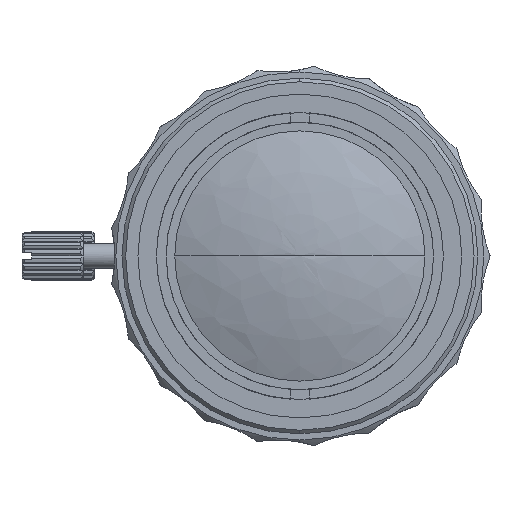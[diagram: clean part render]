
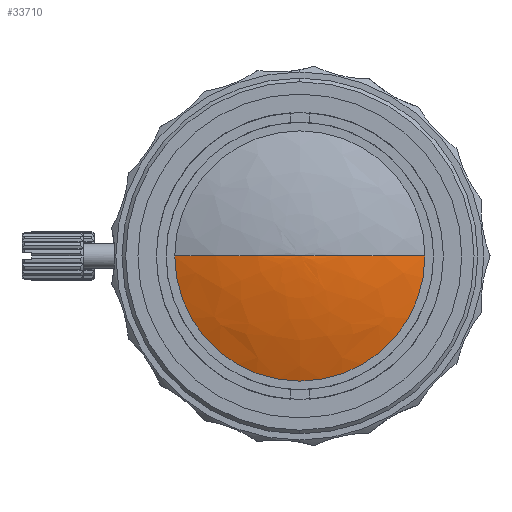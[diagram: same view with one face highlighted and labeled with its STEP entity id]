
A CAD part, left-side view. The second image highlights one B-rep face of the part: STEP entity #33710.
In plain terms, the highlighted free-form (B-spline) face has degree [3, 3] with [4, 4] control points.
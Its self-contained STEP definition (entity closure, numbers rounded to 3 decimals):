
#4381 = CARTESIAN_POINT ( 'NONE',  ( -6.868, 6.923, -13.847 ) ) ;
#4505 = CARTESIAN_POINT ( 'NONE',  ( -5.67, 0., 0. ) ) ;
#5968 = DIRECTION ( 'NONE',  ( 0., -1., 0. ) ) ;
#8772 = EDGE_CURVE ( 'NONE', #36779, #32970, #62555, .T. ) ;
#9395 = CARTESIAN_POINT ( 'NONE',  ( -6.868, -6.923, 0. ) ) ;
#10152 = CARTESIAN_POINT ( 'NONE',  ( -7.476, -3.488, -6.976 ) ) ;
#10532 = CARTESIAN_POINT ( 'NONE',  ( -5.67, 10.2, 0. ) ) ;
#13301 = ORIENTED_EDGE ( 'NONE', *, *, #52542, .F. ) ;
#15554 = CARTESIAN_POINT ( 'NONE',  ( -5.67, -10.2, 0. ) ) ;
#17596 = ORIENTED_EDGE ( 'NONE', *, *, #8772, .T. ) ;
#18428 = EDGE_CURVE ( 'NONE', #36779, #26727, #46944, .T. ) ;
#21953 = AXIS2_PLACEMENT_3D ( 'NONE', #70557, #25220, #5968 ) ;
#22238 = DIRECTION ( 'NONE',  ( 0., -1., 0. ) ) ;
#22486 = CARTESIAN_POINT ( 'NONE',  ( -6.868, 6.923, 0. ) ) ;
#22766 = CARTESIAN_POINT ( 'NONE',  ( -7.476, 0., 0. ) ) ;
#22861 = CARTESIAN_POINT ( 'NONE',  ( -7.476, 3.488, -6.976 ) ) ;
#25220 = DIRECTION ( 'NONE',  ( 1., 0., 0. ) ) ;
#26430 = ORIENTED_EDGE ( 'NONE', *, *, #49765, .F. ) ;
#26727 = VERTEX_POINT ( 'NONE', #30437 ) ;
#27014 = CARTESIAN_POINT ( 'NONE',  ( -5.67, 10.2, 0. ) ) ;
#29111 = AXIS2_PLACEMENT_3D ( 'NONE', #4505, #74872, #22238 ) ;
#30437 = CARTESIAN_POINT ( 'NONE',  ( -5.67, -10.2, 0. ) ) ;
#32970 = VERTEX_POINT ( 'NONE', #44163 ) ;
#33710 = ADVANCED_FACE ( 'NONE', ( #73980 ), #62227, .F. ) ;
#34001 = CARTESIAN_POINT ( 'NONE',  ( -6.868, -6.923, -13.847 ) ) ;
#34462 = CARTESIAN_POINT ( 'NONE',  ( -7.476, 0., 0. ) ) ;
#36779 = VERTEX_POINT ( 'NONE', #34462 ) ;
#38614 = CARTESIAN_POINT ( 'NONE',  ( -5.67, 10.2, -20.4 ) ) ;
#39575 = ORIENTED_EDGE ( 'NONE', *, *, #18428, .F. ) ;
#39752 = CARTESIAN_POINT ( 'NONE',  ( -5.67, -10.2, -20.4 ) ) ;
#44163 = CARTESIAN_POINT ( 'NONE',  ( -5.67, 10.2, 0. ) ) ;
#46158 = CARTESIAN_POINT ( 'NONE',  ( -6.868, 6.923, 0. ) ) ;
#46944 =( BOUNDED_CURVE ( )  B_SPLINE_CURVE ( 3, ( #50696, #56090, #74151, #73394 ),
 .UNSPECIFIED., .F., .T. ) 
 B_SPLINE_CURVE_WITH_KNOTS ( ( 4, 4 ),
 ( 0., 0.98 ),
 .UNSPECIFIED. ) 
 CURVE ( )  GEOMETRIC_REPRESENTATION_ITEM ( )  RATIONAL_B_SPLINE_CURVE ( ( 1., 0.99, 0.989, 0.999 ) ) 
 REPRESENTATION_ITEM ( '' )  );
#49765 = EDGE_CURVE ( 'NONE', #26727, #54181, #52453, .T. ) ;
#50696 = CARTESIAN_POINT ( 'NONE',  ( -7.476, 0., 0. ) ) ;
#50905 = CARTESIAN_POINT ( 'NONE',  ( -7.476, 0., 0. ) ) ;
#51290 = CARTESIAN_POINT ( 'NONE',  ( -7.476, 3.488, 0. ) ) ;
#52029 = CARTESIAN_POINT ( 'NONE',  ( -7.476, 0., 0. ) ) ;
#52453 = CIRCLE ( 'NONE', #29111, 10.2 ) ;
#52542 = EDGE_CURVE ( 'NONE', #54181, #32970, #69806, .T. ) ;
#54181 = VERTEX_POINT ( 'NONE', #71345 ) ;
#54338 = EDGE_LOOP ( 'NONE', ( #39575, #17596, #13301, #26430 ) ) ;
#56090 = CARTESIAN_POINT ( 'NONE',  ( -7.476, -3.488, 0. ) ) ;
#57068 = CARTESIAN_POINT ( 'NONE',  ( -7.476, -3.488, 0. ) ) ;
#62227 =( BOUNDED_SURFACE ( )  B_SPLINE_SURFACE ( 3, 3, ( 
 ( #68973, #52029, #50905, #74367 ),
 ( #57068, #10152, #22861, #51290 ),
 ( #9395, #34001, #4381, #22486 ),
 ( #15554, #39752, #38614, #10532 ) ),
 .UNSPECIFIED., .F., .F., .T. ) 
 B_SPLINE_SURFACE_WITH_KNOTS ( ( 4, 4 ),
 ( 4, 4 ),
 ( 0., 0.98 ),
 ( 0., 1. ),
 .UNSPECIFIED. ) 
 GEOMETRIC_REPRESENTATION_ITEM ( )  RATIONAL_B_SPLINE_SURFACE ( (
 ( 1., 0.333, 0.333, 1.),
 ( 0.99, 0.33, 0.33, 0.99),
 ( 0.989, 0.33, 0.33, 0.989),
 ( 0.999, 0.333, 0.333, 0.999) ) ) 
 REPRESENTATION_ITEM ( '' )  SURFACE ( )  );
#62555 =( BOUNDED_CURVE ( )  B_SPLINE_CURVE ( 3, ( #22766, #74270, #46158, #27014 ),
 .UNSPECIFIED., .F., .T. ) 
 B_SPLINE_CURVE_WITH_KNOTS ( ( 4, 4 ),
 ( 0., 0.98 ),
 .UNSPECIFIED. ) 
 CURVE ( )  GEOMETRIC_REPRESENTATION_ITEM ( )  RATIONAL_B_SPLINE_CURVE ( ( 1., 0.99, 0.989, 0.999 ) ) 
 REPRESENTATION_ITEM ( '' )  );
#68973 = CARTESIAN_POINT ( 'NONE',  ( -7.476, 0., 0. ) ) ;
#69806 = CIRCLE ( 'NONE', #21953, 10.2 ) ;
#70557 = CARTESIAN_POINT ( 'NONE',  ( -5.67, 0., 0. ) ) ;
#71345 = CARTESIAN_POINT ( 'NONE',  ( -5.67, 0., -10.2 ) ) ;
#73394 = CARTESIAN_POINT ( 'NONE',  ( -5.67, -10.2, 0. ) ) ;
#73980 = FACE_OUTER_BOUND ( 'NONE', #54338, .T. ) ;
#74151 = CARTESIAN_POINT ( 'NONE',  ( -6.868, -6.923, 0. ) ) ;
#74270 = CARTESIAN_POINT ( 'NONE',  ( -7.476, 3.488, 0. ) ) ;
#74367 = CARTESIAN_POINT ( 'NONE',  ( -7.476, 0., 0. ) ) ;
#74872 = DIRECTION ( 'NONE',  ( 1., 0., 0. ) ) ;
